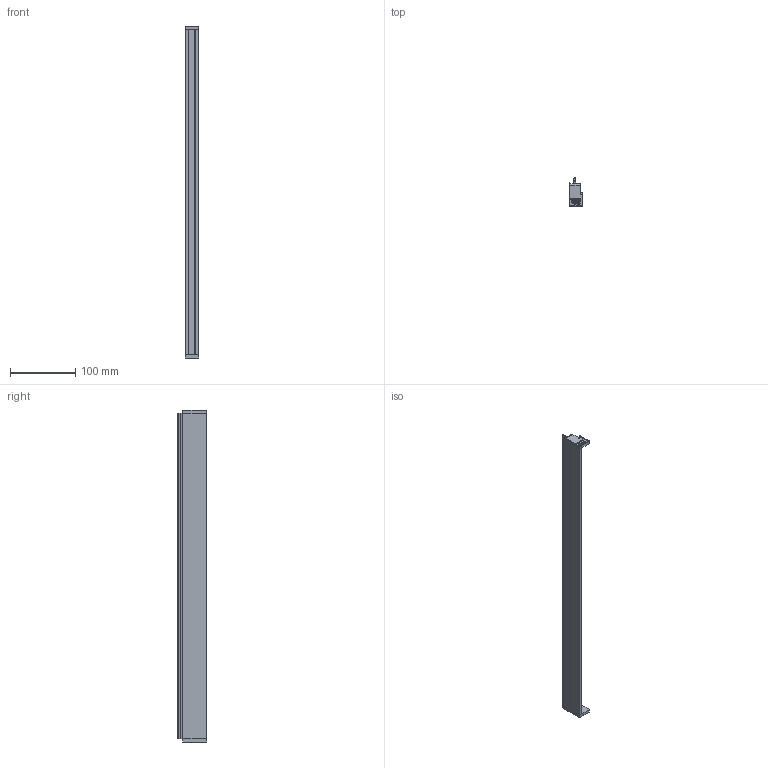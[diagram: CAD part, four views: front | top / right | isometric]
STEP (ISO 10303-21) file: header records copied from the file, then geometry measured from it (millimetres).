
FILE_DESCRIPTION(/* description */ (''),/* implementation_level */ '2;1');
FILE_NAME(/* name */ '0449_08_HEXXA ASSEMBLY_C.stp',/* time_stamp */ '2021-01-21T12:23:17+01:00',/* author */ ('marta'),/* organization */ (''),/* preprocessor_version */ 'ST-DEVELOPER v16.1',/* originating_system */ 'Autodesk Inventor 2016',/* authorisation */ '');
FILE_SCHEMA (('AUTOMOTIVE_DESIGN { 1 0 10303 214 3 1 1 }'));
Length unit declared in the file: millimetre
Products named in the file (4): 0449_07_HEXXA_PERFIL_C; 0449_05 HEXXA_TAPA A; 0449_05 HEXXA_TAPA B; 0449_08_HEXXA ASSEMBLY_C
Assembly tree (3 placements, depth 2):
  0449_08_HEXXA ASSEMBLY_C
    0449_07_HEXXA_PERFIL_C
    0449_05 HEXXA_TAPA A
    0449_05 HEXXA_TAPA B
Bounding box: 21.4 x 45 x 509.5 mm (x, y, z)
Volume: 87295.2 mm3; surface area: 93053.6 mm2
Topology: 3 solids, 3 shells, 716 faces, 1966 edges, 1308 vertices
Faces by surface type: plane 657, cylinder 59
Full cylindrical faces by diameter (mm): 1.572 x2, 1.829 x2
Entity records: 22424 total; most frequent: CARTESIAN_POINT 3993, ORIENTED_EDGE 3924, DIRECTION 3526, EDGE_CURVE 1962, LINE 1844, VECTOR 1844, VERTEX_POINT 1308, AXIS2_PLACEMENT_3D 841
